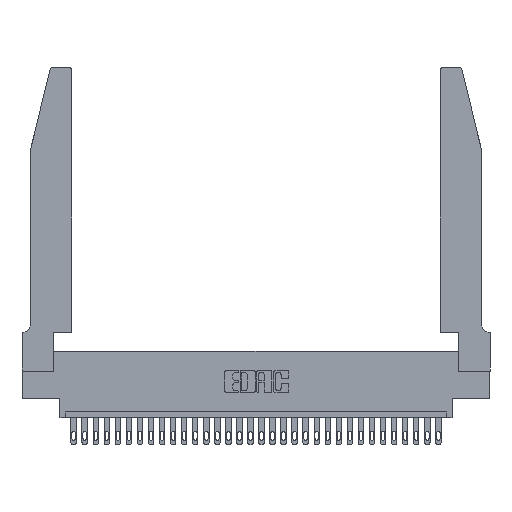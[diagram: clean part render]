
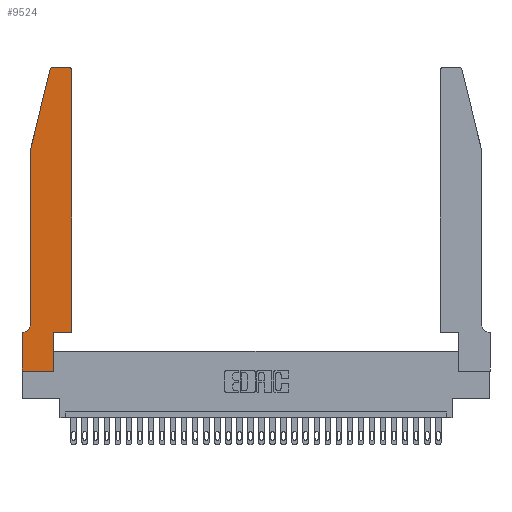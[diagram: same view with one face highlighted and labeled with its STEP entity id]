
A CAD part, top view. The second image highlights one B-rep face of the part: STEP entity #9524.
In plain terms, the highlighted planar face has unit normal (0, 0, 1).
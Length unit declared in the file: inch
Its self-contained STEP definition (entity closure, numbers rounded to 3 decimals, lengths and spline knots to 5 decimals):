
#457 = ORIENTED_EDGE ( 'NONE', *, *, #15107, .T. ) ;
#480 = AXIS2_PLACEMENT_3D ( 'NONE', #17984, #6037, #27736 ) ;
#568 = EDGE_CURVE ( 'NONE', #28297, #26828, #20891, .T. ) ;
#751 = VERTEX_POINT ( 'NONE', #7034 ) ;
#1672 = DIRECTION ( 'NONE',  ( 0., 0., -1. ) ) ;
#2293 = ORIENTED_EDGE ( 'NONE', *, *, #29299, .T. ) ;
#2903 = LINE ( 'NONE', #23326, #25752 ) ;
#3101 = VERTEX_POINT ( 'NONE', #30738 ) ;
#3120 = ORIENTED_EDGE ( 'NONE', *, *, #17494, .T. ) ;
#3687 = DIRECTION ( 'NONE',  ( 0., -1., 0. ) ) ;
#4285 = CARTESIAN_POINT ( 'NONE',  ( 0.25487, 2.72718, 0.37 ) ) ;
#4657 = CARTESIAN_POINT ( 'NONE',  ( 0.4205, 2.75, 0.37 ) ) ;
#4954 = ORIENTED_EDGE ( 'NONE', *, *, #23115, .T. ) ;
#5098 = CARTESIAN_POINT ( 'NONE',  ( 0.2865, 0.35, 0.37 ) ) ;
#5625 = LINE ( 'NONE', #5098, #23154 ) ;
#6037 = DIRECTION ( 'NONE',  ( 0., 0., 1. ) ) ;
#6061 = CARTESIAN_POINT ( 'NONE',  ( 0., 0., 0.37 ) ) ;
#6114 = CARTESIAN_POINT ( 'NONE',  ( 0.4505, 0.35, 0.37 ) ) ;
#6211 = EDGE_CURVE ( 'NONE', #22406, #27700, #13722, .T. ) ;
#6378 = CARTESIAN_POINT ( 'NONE',  ( 0., 0.35, 0.37 ) ) ;
#6786 = CARTESIAN_POINT ( 'NONE',  ( 0.4505, 2.72, 0.37 ) ) ;
#7034 = CARTESIAN_POINT ( 'NONE',  ( 0.0755, 2., 0.37 ) ) ;
#7221 = ORIENTED_EDGE ( 'NONE', *, *, #568, .T. ) ;
#7724 = EDGE_CURVE ( 'NONE', #26828, #751, #17878, .T. ) ;
#8470 = DIRECTION ( 'NONE',  ( 1., 0., 0. ) ) ;
#8472 = CARTESIAN_POINT ( 'NONE',  ( 0.0055, 0.42, 0.37 ) ) ;
#9524 = ADVANCED_FACE ( 'NONE', ( #10893 ), #30045, .T. ) ;
#9544 = VERTEX_POINT ( 'NONE', #11030 ) ;
#9795 = ORIENTED_EDGE ( 'NONE', *, *, #28831, .T. ) ;
#10893 = FACE_OUTER_BOUND ( 'NONE', #24311, .T. ) ;
#10969 = CARTESIAN_POINT ( 'NONE',  ( 0.4505, 0.35, 0.37 ) ) ;
#11030 = CARTESIAN_POINT ( 'NONE',  ( 0.2865, 0.35, 0.37 ) ) ;
#11055 = DIRECTION ( 'NONE',  ( 0., -1., 0. ) ) ;
#11229 = CIRCLE ( 'NONE', #17912, 0.03 ) ;
#11310 = DIRECTION ( 'NONE',  ( -1., 0., 0. ) ) ;
#11410 = EDGE_CURVE ( 'NONE', #17332, #11580, #28915, .T. ) ;
#11549 = CARTESIAN_POINT ( 'NONE',  ( 0., 0., 0.37 ) ) ;
#11580 = VERTEX_POINT ( 'NONE', #6786 ) ;
#12137 = CARTESIAN_POINT ( 'NONE',  ( 0.2605, 2.75, 0.37 ) ) ;
#12891 = LINE ( 'NONE', #26004, #16763 ) ;
#13722 = CIRCLE ( 'NONE', #19376, 0.07 ) ;
#13897 = ORIENTED_EDGE ( 'NONE', *, *, #27772, .T. ) ;
#14045 = LINE ( 'NONE', #20599, #29234 ) ;
#15107 = EDGE_CURVE ( 'NONE', #11580, #18692, #11229, .T. ) ;
#15495 = CARTESIAN_POINT ( 'NONE',  ( 0.0055, 0.35, 0.37 ) ) ;
#15774 = CARTESIAN_POINT ( 'NONE',  ( 0.4205, 2.72, 0.37 ) ) ;
#16477 = DIRECTION ( 'NONE',  ( 1., 0., 0. ) ) ;
#16763 = VECTOR ( 'NONE', #30854, 39.37008 ) ;
#17326 = VERTEX_POINT ( 'NONE', #22263 ) ;
#17332 = VERTEX_POINT ( 'NONE', #10969 ) ;
#17424 = VECTOR ( 'NONE', #11055, 39.37008 ) ;
#17494 = EDGE_CURVE ( 'NONE', #3101, #9544, #5625, .T. ) ;
#17878 = LINE ( 'NONE', #24087, #22034 ) ;
#17912 = AXIS2_PLACEMENT_3D ( 'NONE', #15774, #18254, #18360 ) ;
#17984 = CARTESIAN_POINT ( 'NONE',  ( 0., 0.35, 0.37 ) ) ;
#18254 = DIRECTION ( 'NONE',  ( 0., 0., 1. ) ) ;
#18360 = DIRECTION ( 'NONE',  ( 1., 0., 0. ) ) ;
#18568 = ORIENTED_EDGE ( 'NONE', *, *, #7724, .T. ) ;
#18692 = VERTEX_POINT ( 'NONE', #4657 ) ;
#19049 = LINE ( 'NONE', #11549, #22071 ) ;
#19376 = AXIS2_PLACEMENT_3D ( 'NONE', #8472, #1672, #11310 ) ;
#19500 = ORIENTED_EDGE ( 'NONE', *, *, #26672, .T. ) ;
#20419 = VERTEX_POINT ( 'NONE', #6378 ) ;
#20592 = DIRECTION ( 'NONE',  ( 0., 0., 1. ) ) ;
#20599 = CARTESIAN_POINT ( 'NONE',  ( 0.0755, 2., 0.37 ) ) ;
#20891 = CIRCLE ( 'NONE', #30218, 0.03 ) ;
#20919 = DIRECTION ( 'NONE',  ( 0., 1., 0. ) ) ;
#22034 = VECTOR ( 'NONE', #28944, 39.37008 ) ;
#22071 = VECTOR ( 'NONE', #16477, 39.37008 ) ;
#22124 = DIRECTION ( 'NONE',  ( 0., 1., 0. ) ) ;
#22263 = CARTESIAN_POINT ( 'NONE',  ( 0., 0., 0.37 ) ) ;
#22406 = VERTEX_POINT ( 'NONE', #25072 ) ;
#22489 = VECTOR ( 'NONE', #20919, 39.37008 ) ;
#22705 = EDGE_CURVE ( 'NONE', #17326, #3101, #19049, .T. ) ;
#23115 = EDGE_CURVE ( 'NONE', #9544, #17332, #12891, .T. ) ;
#23154 = VECTOR ( 'NONE', #22124, 39.37008 ) ;
#23326 = CARTESIAN_POINT ( 'NONE',  ( 0.0755, 0.35, 0.37 ) ) ;
#23833 = ORIENTED_EDGE ( 'NONE', *, *, #6211, .T. ) ;
#24087 = CARTESIAN_POINT ( 'NONE',  ( 0.0755, 2., 0.37 ) ) ;
#24311 = EDGE_LOOP ( 'NONE', ( #19500, #7221, #18568, #13897, #23833, #2293, #9795, #29734, #3120, #4954, #24858, #457 ) ) ;
#24858 = ORIENTED_EDGE ( 'NONE', *, *, #11410, .T. ) ;
#25072 = CARTESIAN_POINT ( 'NONE',  ( 0.0755, 0.42, 0.37 ) ) ;
#25152 = VECTOR ( 'NONE', #29037, 39.37008 ) ;
#25752 = VECTOR ( 'NONE', #25895, 39.37008 ) ;
#25895 = DIRECTION ( 'NONE',  ( -1., 0., 0. ) ) ;
#26004 = CARTESIAN_POINT ( 'NONE',  ( 0.4505, 0.35, 0.37 ) ) ;
#26553 = LINE ( 'NONE', #6061, #17424 ) ;
#26672 = EDGE_CURVE ( 'NONE', #18692, #28297, #29300, .T. ) ;
#26828 = VERTEX_POINT ( 'NONE', #4285 ) ;
#27700 = VERTEX_POINT ( 'NONE', #15495 ) ;
#27736 = DIRECTION ( 'NONE',  ( 1., 0., 0. ) ) ;
#27772 = EDGE_CURVE ( 'NONE', #751, #22406, #14045, .T. ) ;
#28297 = VERTEX_POINT ( 'NONE', #29886 ) ;
#28831 = EDGE_CURVE ( 'NONE', #20419, #17326, #26553, .T. ) ;
#28915 = LINE ( 'NONE', #6114, #22489 ) ;
#28944 = DIRECTION ( 'NONE',  ( -0.239, -0.971, 0. ) ) ;
#29037 = DIRECTION ( 'NONE',  ( -1., 0., 0. ) ) ;
#29234 = VECTOR ( 'NONE', #3687, 39.37008 ) ;
#29299 = EDGE_CURVE ( 'NONE', #27700, #20419, #2903, .T. ) ;
#29300 = LINE ( 'NONE', #12137, #25152 ) ;
#29734 = ORIENTED_EDGE ( 'NONE', *, *, #22705, .T. ) ;
#29886 = CARTESIAN_POINT ( 'NONE',  ( 0.284, 2.75, 0.37 ) ) ;
#30045 = PLANE ( 'NONE',  #480 ) ;
#30218 = AXIS2_PLACEMENT_3D ( 'NONE', #30232, #20592, #8470 ) ;
#30232 = CARTESIAN_POINT ( 'NONE',  ( 0.284, 2.72, 0.37 ) ) ;
#30738 = CARTESIAN_POINT ( 'NONE',  ( 0.2865, 0., 0.37 ) ) ;
#30854 = DIRECTION ( 'NONE',  ( 1., 0., 0. ) ) ;
